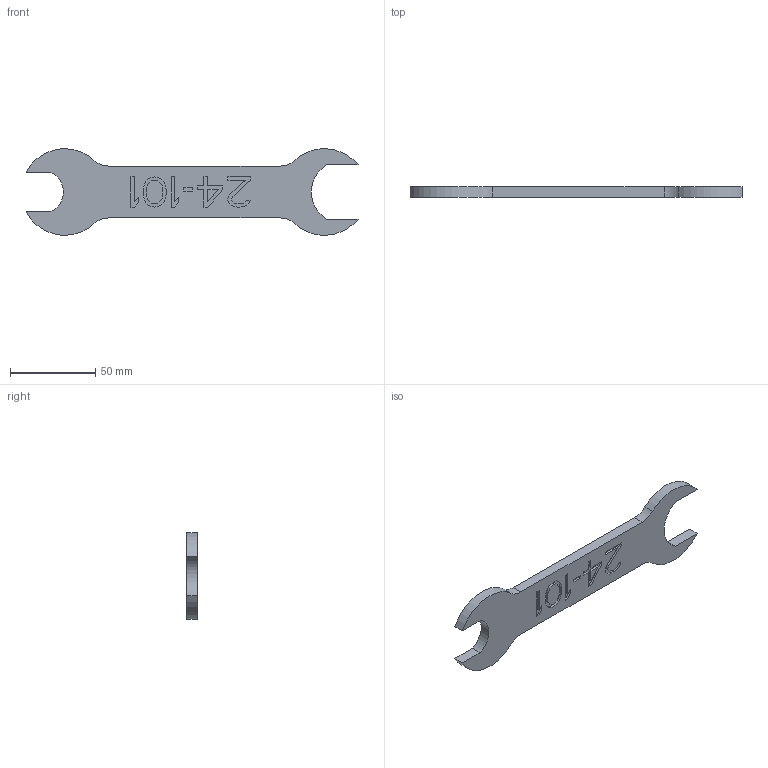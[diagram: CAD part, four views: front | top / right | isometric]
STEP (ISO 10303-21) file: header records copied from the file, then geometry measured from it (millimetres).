
FILE_DESCRIPTION((''),'2;1');
FILE_NAME('PRT0001','2003-08-07T',('jjb2'),(''),'PRO/ENGINEER BY PARAMETRIC TECHNOLOGY CORPORATION, 2003100','PRO/ENGINEER BY PARAMETRIC TECHNOLOGY CORPORATION, 2003100','');
FILE_SCHEMA(('CONFIG_CONTROL_DESIGN'));
Length unit declared in the file: inch
Products named in the file (1): PRT0001
Bounding box: 194.87 x 6.35 x 50.66 mm (x, y, z)
Volume: 36722.6 mm3; surface area: 15669.1 mm2
Topology: 1 solids, 1 shells, 130 faces, 360 edges, 240 vertices
Faces by surface type: plane 120, cylinder 10
Entity records: 4124 total; most frequent: CARTESIAN_POINT 730, ORIENTED_EDGE 720, DIRECTION 640, EDGE_CURVE 360, VECTOR 340, LINE 340, VERTEX_POINT 240, AXIS2_PLACEMENT_3D 150
